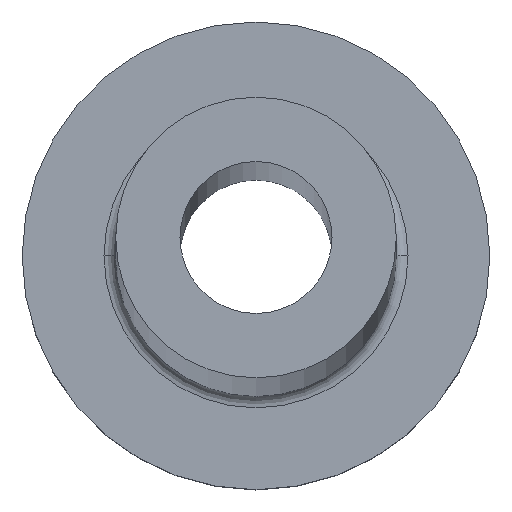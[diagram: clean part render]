
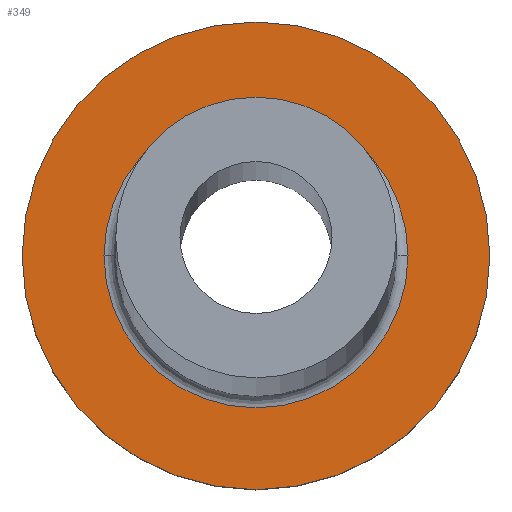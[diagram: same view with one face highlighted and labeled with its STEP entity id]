
A CAD part, top view. The second image highlights one B-rep face of the part: STEP entity #349.
In plain terms, the highlighted planar face has unit normal (0, 0, 1).
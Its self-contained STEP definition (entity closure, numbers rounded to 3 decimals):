
#4 = EDGE_CURVE ( 'NONE', #124, #244, #379, .T. ) ;
#18 = CIRCLE ( 'NONE', #231, 6.5 ) ;
#21 = DIRECTION ( 'NONE',  ( 1., 0., 0. ) ) ;
#25 = AXIS2_PLACEMENT_3D ( 'NONE', #145, #118, #121 ) ;
#45 = VERTEX_POINT ( 'NONE', #132 ) ;
#49 = CARTESIAN_POINT ( 'NONE',  ( 0., 0., 7. ) ) ;
#69 = CARTESIAN_POINT ( 'NONE',  ( -10., 0., 7. ) ) ;
#71 = CARTESIAN_POINT ( 'NONE',  ( 0., 0., 7. ) ) ;
#104 = DIRECTION ( 'NONE',  ( 0., 0., -1. ) ) ;
#106 = AXIS2_PLACEMENT_3D ( 'NONE', #319, #204, #323 ) ;
#118 = DIRECTION ( 'NONE',  ( 0., 0., 1. ) ) ;
#121 = DIRECTION ( 'NONE',  ( 1., 0., 0. ) ) ;
#124 = VERTEX_POINT ( 'NONE', #69 ) ;
#130 = DIRECTION ( 'NONE',  ( 1., 0., 0. ) ) ;
#132 = CARTESIAN_POINT ( 'NONE',  ( -6.5, 0., 7. ) ) ;
#138 = FACE_OUTER_BOUND ( 'NONE', #302, .T. ) ;
#145 = CARTESIAN_POINT ( 'NONE',  ( 0., 0., 7. ) ) ;
#153 = DIRECTION ( 'NONE',  ( 0., 0., 1. ) ) ;
#155 = VERTEX_POINT ( 'NONE', #192 ) ;
#165 = FACE_BOUND ( 'NONE', #207, .T. ) ;
#173 = EDGE_CURVE ( 'NONE', #155, #45, #18, .T. ) ;
#177 = CARTESIAN_POINT ( 'NONE',  ( 0., 0., 7. ) ) ;
#178 = ORIENTED_EDGE ( 'NONE', *, *, #4, .T. ) ;
#180 = DIRECTION ( 'NONE',  ( 1., 0., 0. ) ) ;
#192 = CARTESIAN_POINT ( 'NONE',  ( 6.5, 0., 7. ) ) ;
#196 = AXIS2_PLACEMENT_3D ( 'NONE', #49, #289, #21 ) ;
#204 = DIRECTION ( 'NONE',  ( 0., 0., -1. ) ) ;
#207 = EDGE_LOOP ( 'NONE', ( #237, #235 ) ) ;
#208 = CIRCLE ( 'NONE', #106, 6.5 ) ;
#231 = AXIS2_PLACEMENT_3D ( 'NONE', #71, #104, #130 ) ;
#235 = ORIENTED_EDGE ( 'NONE', *, *, #308, .T. ) ;
#237 = ORIENTED_EDGE ( 'NONE', *, *, #173, .T. ) ;
#244 = VERTEX_POINT ( 'NONE', #263 ) ;
#263 = CARTESIAN_POINT ( 'NONE',  ( 10., 0., 7. ) ) ;
#267 = EDGE_CURVE ( 'NONE', #244, #124, #364, .T. ) ;
#289 = DIRECTION ( 'NONE',  ( 0., 0., 1. ) ) ;
#292 = ORIENTED_EDGE ( 'NONE', *, *, #267, .T. ) ;
#302 = EDGE_LOOP ( 'NONE', ( #178, #292 ) ) ;
#308 = EDGE_CURVE ( 'NONE', #45, #155, #208, .T. ) ;
#319 = CARTESIAN_POINT ( 'NONE',  ( 0., 0., 7. ) ) ;
#323 = DIRECTION ( 'NONE',  ( 1., 0., 0. ) ) ;
#349 = ADVANCED_FACE ( 'NONE', ( #165, #138 ), #362, .T. ) ;
#362 = PLANE ( 'NONE',  #25 ) ;
#364 = CIRCLE ( 'NONE', #196, 10. ) ;
#371 = AXIS2_PLACEMENT_3D ( 'NONE', #177, #153, #180 ) ;
#379 = CIRCLE ( 'NONE', #371, 10. ) ;
